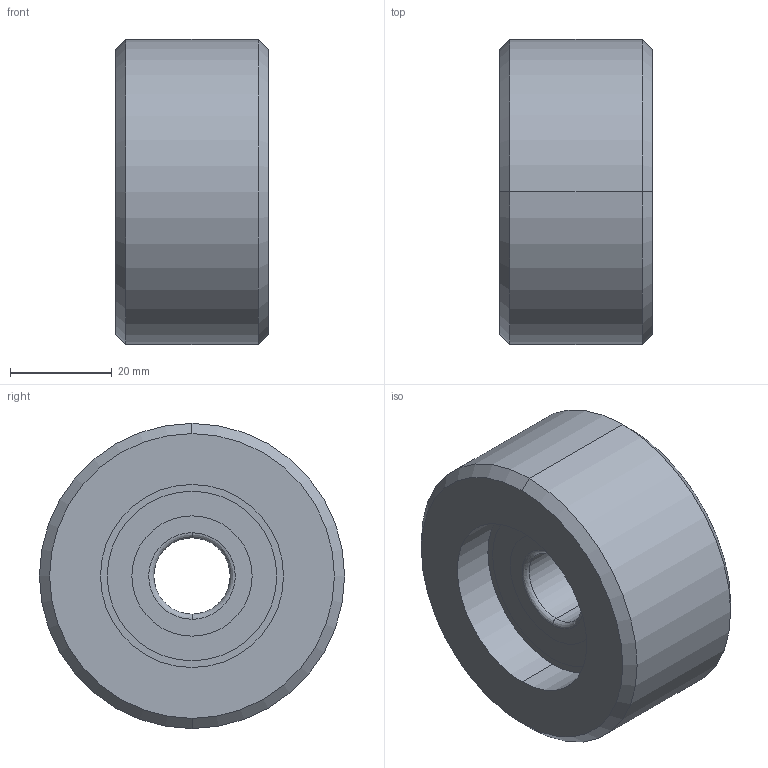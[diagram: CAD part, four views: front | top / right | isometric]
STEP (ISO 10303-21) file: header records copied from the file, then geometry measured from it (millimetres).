
FILE_DESCRIPTION (( 'STEP AP214' ), '1' );
FILE_NAME ('0035523.step', '2022-11-29T10:43:03', ( '' ), ( '' ), 'SwSTEP 2.0', 'SolidWorks 2020', '' );
FILE_SCHEMA (( 'AUTOMOTIVE_DESIGN' ));
Length unit declared in the file: millimetre
Products named in the file (1): 0035523
Bounding box: 30 x 60 x 60 mm (x, y, z)
Volume: 59511.5 mm3; surface area: 17755.9 mm2
Topology: 3 solids, 3 shells, 75 faces, 242 edges, 141 vertices
Faces by surface type: bspline 37, cylinder 24, plane 10, cone 4
Entity records: 3799 total; most frequent: CARTESIAN_POINT 1660, ORIENTED_EDGE 436, DIRECTION 334, EDGE_CURVE 218, AXIS2_PLACEMENT_3D 153, VERTEX_POINT 141, CIRCLE 114, EDGE_LOOP 85
